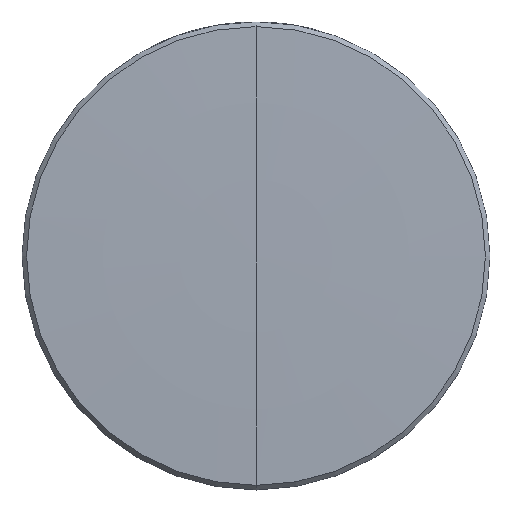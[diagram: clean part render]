
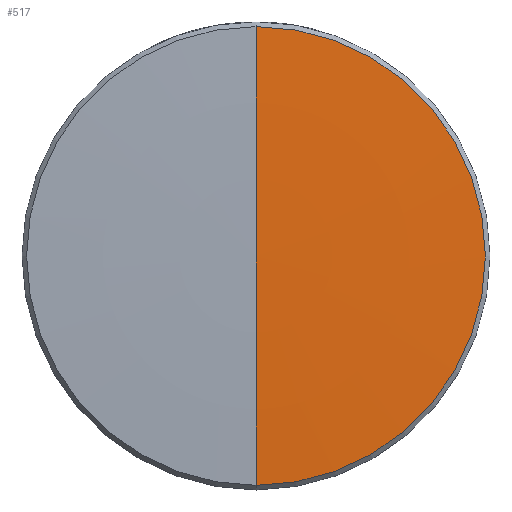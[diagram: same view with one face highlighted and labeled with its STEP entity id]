
A CAD part, top view. The second image highlights one B-rep face of the part: STEP entity #517.
In plain terms, the highlighted toroidal (fillet/blend) face has major radius 0.917 mm and minor radius 345.1 mm.
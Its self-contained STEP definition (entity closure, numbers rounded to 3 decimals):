
#11 = AXIS2_PLACEMENT_3D ( 'NONE', #1850, #2555, #1194 ) ;
#15 = CIRCLE ( 'NONE', #1049, 345.1 ) ;
#59 = DIRECTION ( 'NONE',  ( 0., 0., 1. ) ) ;
#68 = CARTESIAN_POINT ( 'NONE',  ( 0., 0., 2.008 ) ) ;
#216 = DIRECTION ( 'NONE',  ( 0., 1., 0. ) ) ;
#440 = CARTESIAN_POINT ( 'NONE',  ( 0., -12.45, 2.008 ) ) ;
#465 = EDGE_CURVE ( 'NONE', #2791, #840, #2346, .T. ) ;
#517 = ADVANCED_FACE ( 'NONE', ( #2553 ), #1654, .T. ) ;
#537 = AXIS2_PLACEMENT_3D ( 'NONE', #68, #59, #1020 ) ;
#606 = EDGE_CURVE ( 'NONE', #2131, #840, #2241, .T. ) ;
#719 = ORIENTED_EDGE ( 'NONE', *, *, #606, .F. ) ;
#840 = VERTEX_POINT ( 'NONE', #1494 ) ;
#1020 = DIRECTION ( 'NONE',  ( 0., 1., 0. ) ) ;
#1049 = AXIS2_PLACEMENT_3D ( 'NONE', #2243, #2232, #216 ) ;
#1194 = DIRECTION ( 'NONE',  ( 0., 0., 1. ) ) ;
#1479 = EDGE_LOOP ( 'NONE', ( #719, #2731, #2960 ) ) ;
#1494 = CARTESIAN_POINT ( 'NONE',  ( 0., 12.45, 2.008 ) ) ;
#1527 = CARTESIAN_POINT ( 'NONE',  ( 0., 0., 2.2 ) ) ;
#1654 = TOROIDAL_SURFACE ( 'NONE', #2829, 0.917, 345.1 ) ;
#1850 = CARTESIAN_POINT ( 'NONE',  ( 0., 0.917, -342.899 ) ) ;
#2131 = VERTEX_POINT ( 'NONE', #1527 ) ;
#2141 = CARTESIAN_POINT ( 'NONE',  ( 0., 0., -342.899 ) ) ;
#2188 = EDGE_CURVE ( 'NONE', #2131, #2791, #15, .T. ) ;
#2213 = DIRECTION ( 'NONE',  ( 0., 1., 0. ) ) ;
#2232 = DIRECTION ( 'NONE',  ( 1., 0., 0. ) ) ;
#2241 = CIRCLE ( 'NONE', #11, 345.1 ) ;
#2243 = CARTESIAN_POINT ( 'NONE',  ( 0., -0.917, -342.899 ) ) ;
#2276 = DIRECTION ( 'NONE',  ( 0., 0., -1. ) ) ;
#2346 = CIRCLE ( 'NONE', #537, 12.45 ) ;
#2553 = FACE_OUTER_BOUND ( 'NONE', #1479, .T. ) ;
#2555 = DIRECTION ( 'NONE',  ( -1., 0., 0. ) ) ;
#2731 = ORIENTED_EDGE ( 'NONE', *, *, #2188, .T. ) ;
#2791 = VERTEX_POINT ( 'NONE', #440 ) ;
#2829 = AXIS2_PLACEMENT_3D ( 'NONE', #2141, #2276, #2213 ) ;
#2960 = ORIENTED_EDGE ( 'NONE', *, *, #465, .T. ) ;
